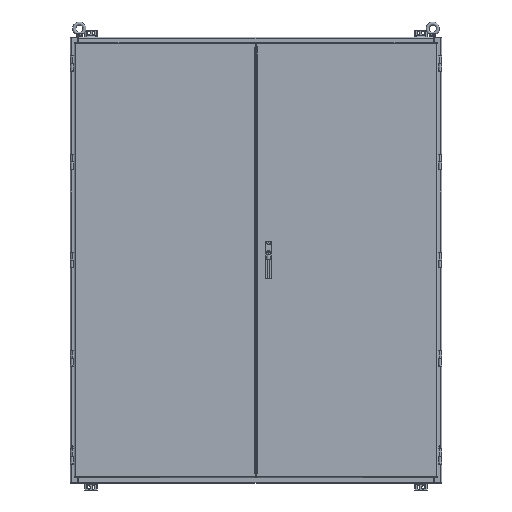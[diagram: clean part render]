
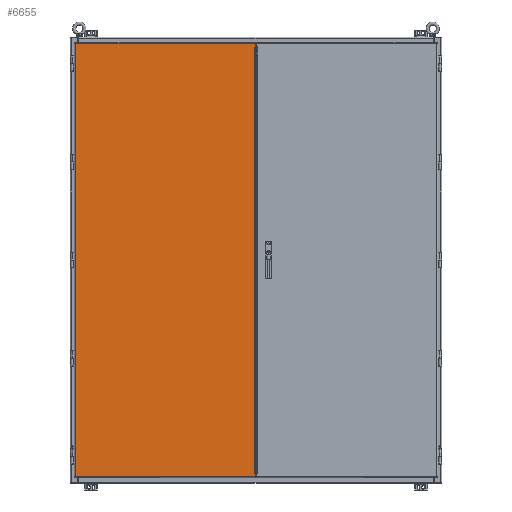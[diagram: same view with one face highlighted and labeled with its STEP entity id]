
A CAD part, front view. The second image highlights one B-rep face of the part: STEP entity #6655.
In plain terms, the highlighted planar face has unit normal (0, -1, 0).
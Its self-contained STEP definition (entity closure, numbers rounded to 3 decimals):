
#6655 = ADVANCED_FACE( '', ( #14304 ), #14305, .T. );
#14304 = FACE_OUTER_BOUND( '', #25188, .T. );
#14305 = PLANE( '', #25189 );
#25188 = EDGE_LOOP( '', ( #48228, #48229, #48230, #48231, #48232, #48233, #48234, #48235, #48236, #48237 ) );
#25189 = AXIS2_PLACEMENT_3D( '', #48238, #48239, #48240 );
#48228 = ORIENTED_EDGE( '', *, *, #67052, .F. );
#48229 = ORIENTED_EDGE( '', *, *, #66774, .T. );
#48230 = ORIENTED_EDGE( '', *, *, #66141, .T. );
#48231 = ORIENTED_EDGE( '', *, *, #67053, .T. );
#48232 = ORIENTED_EDGE( '', *, *, #62362, .T. );
#48233 = ORIENTED_EDGE( '', *, *, #65835, .T. );
#48234 = ORIENTED_EDGE( '', *, *, #66205, .T. );
#48235 = ORIENTED_EDGE( '', *, *, #66515, .F. );
#48236 = ORIENTED_EDGE( '', *, *, #67054, .F. );
#48237 = ORIENTED_EDGE( '', *, *, #60727, .T. );
#48238 = CARTESIAN_POINT( '', ( 0., 0., 0. ) );
#48239 = DIRECTION( '', ( 0., -1., 0. ) );
#48240 = DIRECTION( '', ( 0., 0., -1. ) );
#60727 = EDGE_CURVE( '', #69524, #69522, #69525, .T. );
#62362 = EDGE_CURVE( '', #72392, #72390, #72393, .T. );
#65835 = EDGE_CURVE( '', #72390, #77863, #77865, .T. );
#66141 = EDGE_CURVE( '', #78305, #78303, #78306, .T. );
#66205 = EDGE_CURVE( '', #77863, #78391, #78392, .T. );
#66515 = EDGE_CURVE( '', #78823, #78391, #78825, .T. );
#66774 = EDGE_CURVE( '', #79176, #78305, #79177, .T. );
#67052 = EDGE_CURVE( '', #79176, #69522, #79541, .T. );
#67053 = EDGE_CURVE( '', #78303, #72392, #79542, .T. );
#67054 = EDGE_CURVE( '', #69524, #78823, #79543, .T. );
#69522 = VERTEX_POINT( '', #82620 );
#69524 = VERTEX_POINT( '', #82622 );
#69525 = LINE( '', #82623, #82624 );
#72390 = VERTEX_POINT( '', #90206 );
#72392 = VERTEX_POINT( '', #90217 );
#72393 = LINE( '', #90218, #90219 );
#77863 = VERTEX_POINT( '', #106465 );
#77865 = LINE( '', #106467, #106468 );
#78303 = VERTEX_POINT( '', #107536 );
#78305 = VERTEX_POINT( '', #107538 );
#78306 = LINE( '', #107539, #107540 );
#78391 = VERTEX_POINT( '', #107746 );
#78392 = LINE( '', #107747, #107748 );
#78823 = VERTEX_POINT( '', #108974 );
#78825 = LINE( '', #108977, #108978 );
#79176 = VERTEX_POINT( '', #109928 );
#79177 = LINE( '', #109929, #109930 );
#79541 = LINE( '', #110878, #110879 );
#79542 = LINE( '', #110880, #110881 );
#79543 = LINE( '', #110882, #110883 );
#82620 = CARTESIAN_POINT( '', ( 368.313, 0., 874.065 ) );
#82622 = CARTESIAN_POINT( '', ( 368.313, 0., -874.065 ) );
#82623 = CARTESIAN_POINT( '', ( 368.313, 0., -874.065 ) );
#82624 = VECTOR( '', #118001, 1000. );
#90206 = CARTESIAN_POINT( '', ( -368.313, 0., -888.695 ) );
#90217 = CARTESIAN_POINT( '', ( -368.313, 0., 888.695 ) );
#90218 = CARTESIAN_POINT( '', ( -368.313, 0., -892.175 ) );
#90219 = VECTOR( '', #118959, 1000. );
#106465 = CARTESIAN_POINT( '', ( 371.793, 0., -888.695 ) );
#106467 = CARTESIAN_POINT( '', ( 371.793, 0., -888.695 ) );
#106468 = VECTOR( '', #120935, 1000. );
#107536 = CARTESIAN_POINT( '', ( 371.793, 0., 888.695 ) );
#107538 = CARTESIAN_POINT( '', ( 371.793, 0., 874.067 ) );
#107539 = CARTESIAN_POINT( '', ( 371.793, 0., -892.175 ) );
#107540 = VECTOR( '', #121131, 1000. );
#107746 = CARTESIAN_POINT( '', ( 371.793, 0., -874.067 ) );
#107747 = CARTESIAN_POINT( '', ( 371.793, 0., -892.175 ) );
#107748 = VECTOR( '', #121172, 1000. );
#108974 = CARTESIAN_POINT( '', ( 368.313, 0., -874.067 ) );
#108977 = CARTESIAN_POINT( '', ( 371.793, 0., -874.067 ) );
#108978 = VECTOR( '', #121351, 1000. );
#109928 = CARTESIAN_POINT( '', ( 368.313, 0., 874.067 ) );
#109929 = CARTESIAN_POINT( '', ( 371.793, 0., 874.067 ) );
#109930 = VECTOR( '', #121493, 1000. );
#110878 = CARTESIAN_POINT( '', ( 368.313, 0., -874.067 ) );
#110879 = VECTOR( '', #121624, 1000. );
#110880 = CARTESIAN_POINT( '', ( -371.793, 0., 888.695 ) );
#110881 = VECTOR( '', #121625, 1000. );
#110882 = CARTESIAN_POINT( '', ( 368.313, 0., -874.067 ) );
#110883 = VECTOR( '', #121626, 1000. );
#118001 = DIRECTION( '', ( 0., 0., 1. ) );
#118959 = DIRECTION( '', ( 0., 0., -1. ) );
#120935 = DIRECTION( '', ( 1., 0., 0. ) );
#121131 = DIRECTION( '', ( 0., 0., 1. ) );
#121172 = DIRECTION( '', ( 0., 0., 1. ) );
#121351 = DIRECTION( '', ( 1., 0., 0. ) );
#121493 = DIRECTION( '', ( 1., 0., 0. ) );
#121624 = DIRECTION( '', ( 0., 0., -1. ) );
#121625 = DIRECTION( '', ( -1., 0., 0. ) );
#121626 = DIRECTION( '', ( 0., 0., -1. ) );
